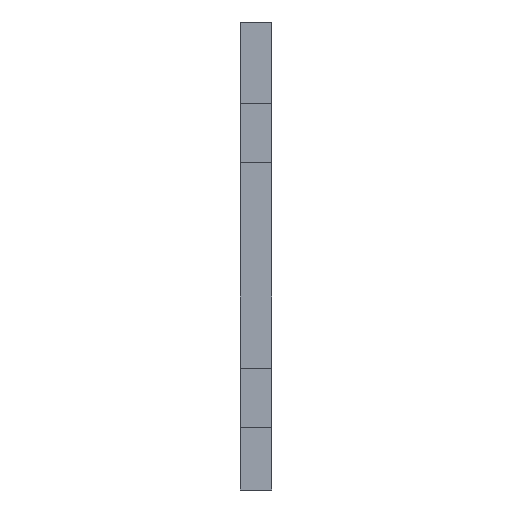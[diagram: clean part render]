
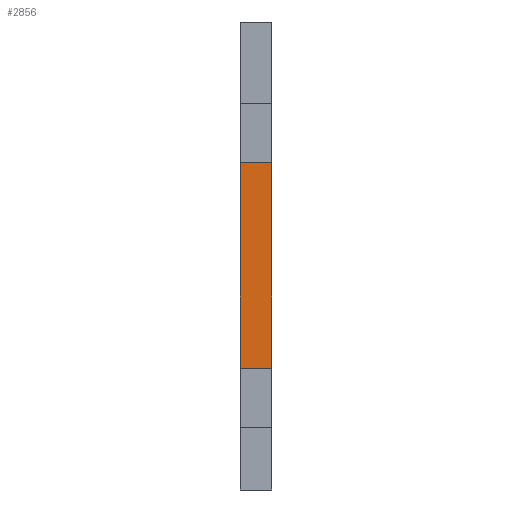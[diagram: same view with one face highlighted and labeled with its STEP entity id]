
A CAD part, front view. The second image highlights one B-rep face of the part: STEP entity #2856.
In plain terms, the highlighted planar face has unit normal (0, -1, 0).
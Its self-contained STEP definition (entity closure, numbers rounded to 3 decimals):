
#158=PLANE('',#3169);
#310=FACE_OUTER_BOUND('',#514,.T.);
#514=EDGE_LOOP('',(#2591,#2592,#2593,#2594));
#677=LINE('',#4640,#927);
#729=LINE('',#4781,#979);
#770=LINE('',#4934,#1020);
#771=LINE('',#4935,#1021);
#927=VECTOR('',#3729,25.4);
#979=VECTOR('',#3825,25.4);
#1020=VECTOR('',#3988,25.4);
#1021=VECTOR('',#3989,25.4);
#1361=VERTEX_POINT('',#4637);
#1362=VERTEX_POINT('',#4639);
#1418=VERTEX_POINT('',#4778);
#1419=VERTEX_POINT('',#4780);
#1705=EDGE_CURVE('',#1362,#1361,#677,.T.);
#1772=EDGE_CURVE('',#1419,#1418,#729,.T.);
#1840=EDGE_CURVE('',#1419,#1361,#770,.T.);
#1841=EDGE_CURVE('',#1362,#1418,#771,.T.);
#2591=ORIENTED_EDGE('',*,*,#1705,.T.);
#2592=ORIENTED_EDGE('',*,*,#1840,.F.);
#2593=ORIENTED_EDGE('',*,*,#1772,.T.);
#2594=ORIENTED_EDGE('',*,*,#1841,.F.);
#2856=ADVANCED_FACE('',(#310),#158,.F.);
#3169=AXIS2_PLACEMENT_3D('',#4933,#3986,#3987);
#3729=DIRECTION('',(0.,0.,-1.));
#3825=DIRECTION('',(0.,0.,1.));
#3986=DIRECTION('center_axis',(0.,1.,0.));
#3987=DIRECTION('ref_axis',(1.,0.,0.));
#3988=DIRECTION('',(-1.,0.,0.));
#3989=DIRECTION('',(1.,0.,0.));
#4637=CARTESIAN_POINT('',(178.682,77.615,-178.626));
#4639=CARTESIAN_POINT('',(178.682,77.615,-112.626));
#4640=CARTESIAN_POINT('',(178.682,77.615,-144.126));
#4778=CARTESIAN_POINT('',(188.682,77.615,-112.626));
#4780=CARTESIAN_POINT('',(188.682,77.615,-178.626));
#4781=CARTESIAN_POINT('',(188.682,77.615,-144.126));
#4933=CARTESIAN_POINT('Origin',(161.342,77.615,-145.626));
#4934=CARTESIAN_POINT('',(161.342,77.615,-178.626));
#4935=CARTESIAN_POINT('',(161.342,77.615,-112.626));
